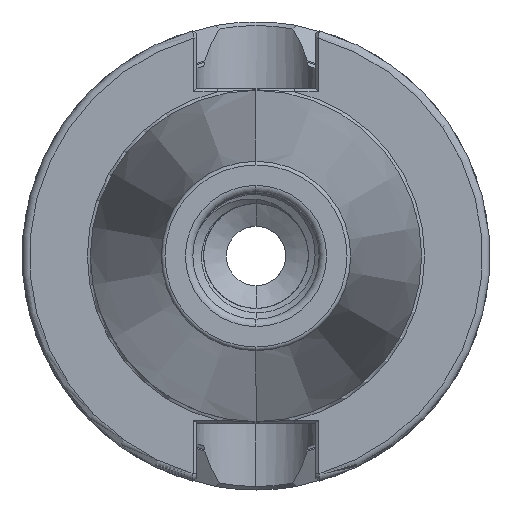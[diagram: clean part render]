
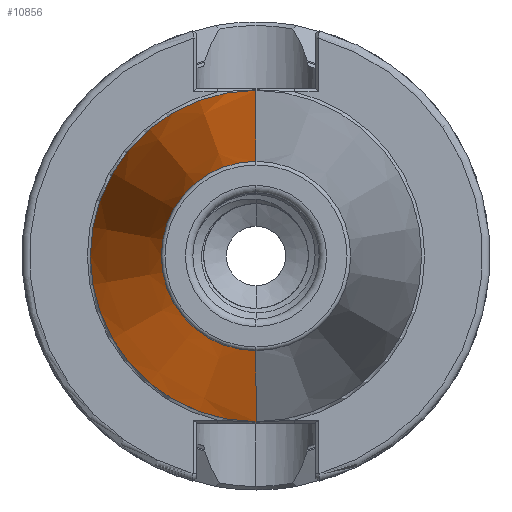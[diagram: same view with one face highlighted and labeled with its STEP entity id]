
A CAD part, left-side view. The second image highlights one B-rep face of the part: STEP entity #10856.
In plain terms, the highlighted conical face has half-angle 8.297 degrees and reference radius 22.298 mm.
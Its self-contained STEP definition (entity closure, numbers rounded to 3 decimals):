
#610 = FACE_OUTER_BOUND ( 'NONE', #1245, .T. ) ;
#614 = CONICAL_SURFACE ( 'NONE', #10238, 22.298, 0.145 ) ;
#940 = ORIENTED_EDGE ( 'NONE', *, *, #10321, .T. ) ;
#960 = ORIENTED_EDGE ( 'NONE', *, *, #10314, .T. ) ;
#1006 = ORIENTED_EDGE ( 'NONE', *, *, #10323, .F. ) ;
#1009 = ORIENTED_EDGE ( 'NONE', *, *, #10325, .F. ) ;
#1245 = EDGE_LOOP ( 'NONE', ( #960, #940, #1009, #1006 ) ) ;
#1376 = CIRCLE ( 'NONE', #10163, 12.75 ) ;
#1401 = VECTOR ( 'NONE', #6832, 1000. ) ;
#1415 = VECTOR ( 'NONE', #6826, 1000. ) ;
#1422 = CIRCLE ( 'NONE', #10151, 22.298 ) ;
#1428 = LINE ( 'NONE', #6819, #1401 ) ;
#1436 = LINE ( 'NONE', #6808, #1415 ) ;
#1795 = CARTESIAN_POINT ( 'NONE',  ( -66.972, 0., 12.75 ) ) ;
#4269 = DIRECTION ( 'NONE',  ( 1., 0., 0. ) ) ;
#4281 = DIRECTION ( 'NONE',  ( 0., 0., -1. ) ) ;
#4294 = CARTESIAN_POINT ( 'NONE',  ( -1.5, 0., 0. ) ) ;
#6808 = CARTESIAN_POINT ( 'NONE',  ( -1.5, 0., 22.298 ) ) ;
#6819 = CARTESIAN_POINT ( 'NONE',  ( -1.5, 0., -22.298 ) ) ;
#6826 = DIRECTION ( 'NONE',  ( 0.99, 0., 0.144 ) ) ;
#6832 = DIRECTION ( 'NONE',  ( 0.99, 0., -0.144 ) ) ;
#7416 = DIRECTION ( 'NONE',  ( 1., 0., 0. ) ) ;
#7425 = DIRECTION ( 'NONE',  ( 0., 0., -1. ) ) ;
#7432 = CARTESIAN_POINT ( 'NONE',  ( -66.972, 0., 0. ) ) ;
#9390 = DIRECTION ( 'NONE',  ( 0., 0., -1. ) ) ;
#9393 = DIRECTION ( 'NONE',  ( 1., 0., 0. ) ) ;
#9396 = CARTESIAN_POINT ( 'NONE',  ( -1.5, 0., 0. ) ) ;
#9589 = VERTEX_POINT ( 'NONE', #15172 ) ;
#9600 = VERTEX_POINT ( 'NONE', #15200 ) ;
#9604 = VERTEX_POINT ( 'NONE', #15208 ) ;
#9627 = VERTEX_POINT ( 'NONE', #1795 ) ;
#10151 = AXIS2_PLACEMENT_3D ( 'NONE', #9396, #9393, #9390 ) ;
#10163 = AXIS2_PLACEMENT_3D ( 'NONE', #7432, #7416, #7425 ) ;
#10238 = AXIS2_PLACEMENT_3D ( 'NONE', #4294, #4269, #4281 ) ;
#10314 = EDGE_CURVE ( 'NONE', #9604, #9627, #1376, .T. ) ;
#10321 = EDGE_CURVE ( 'NONE', #9627, #9589, #1436, .T. ) ;
#10323 = EDGE_CURVE ( 'NONE', #9604, #9600, #1428, .T. ) ;
#10325 = EDGE_CURVE ( 'NONE', #9600, #9589, #1422, .T. ) ;
#10856 = ADVANCED_FACE ( 'NONE', ( #610 ), #614, .T. ) ;
#15172 = CARTESIAN_POINT ( 'NONE',  ( -1.5, 0., 22.298 ) ) ;
#15200 = CARTESIAN_POINT ( 'NONE',  ( -1.5, 0., -22.298 ) ) ;
#15208 = CARTESIAN_POINT ( 'NONE',  ( -66.972, 0., -12.75 ) ) ;
